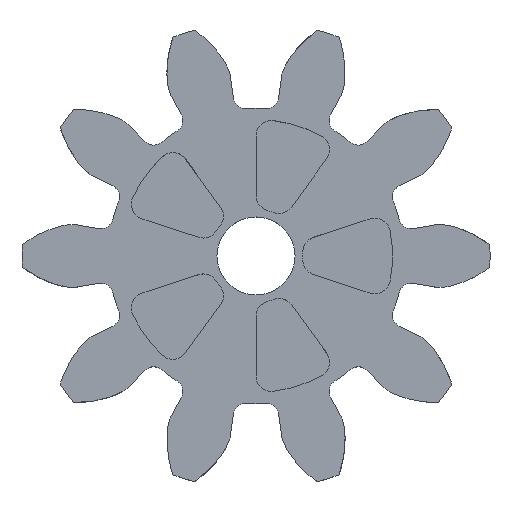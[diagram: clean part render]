
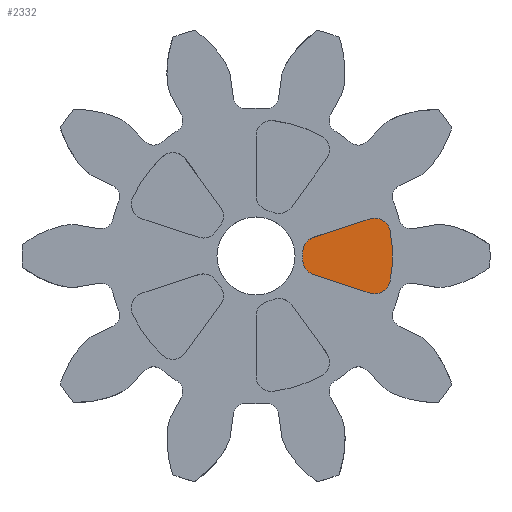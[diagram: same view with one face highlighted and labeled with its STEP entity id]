
A CAD part, top view. The second image highlights one B-rep face of the part: STEP entity #2332.
In plain terms, the highlighted planar face has unit normal (0, 0, 1).
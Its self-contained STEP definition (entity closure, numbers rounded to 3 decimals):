
#98=PLANE('',#2533);
#163=FACE_OUTER_BOUND('',#291,.T.);
#291=EDGE_LOOP('',(#1663,#1664,#1665,#1666,#1667,#1668,#1669,#1670));
#414=LINE('',#3481,#595);
#419=LINE('',#3504,#600);
#595=VECTOR('',#2798,10.);
#600=VECTOR('',#2823,10.);
#769=CIRCLE('',#2472,2.);
#771=CIRCLE('',#2476,2.);
#773=CIRCLE('',#2479,17.5);
#775=CIRCLE('',#2482,2.);
#777=CIRCLE('',#2486,2.);
#779=CIRCLE('',#2489,6.);
#922=VERTEX_POINT('',#3468);
#923=VERTEX_POINT('',#3469);
#927=VERTEX_POINT('',#3479);
#928=VERTEX_POINT('',#3483);
#929=VERTEX_POINT('',#3484);
#932=VERTEX_POINT('',#3495);
#933=VERTEX_POINT('',#3496);
#936=VERTEX_POINT('',#3507);
#1177=EDGE_CURVE('',#922,#923,#769,.T.);
#1183=EDGE_CURVE('',#927,#923,#414,.T.);
#1184=EDGE_CURVE('',#928,#929,#771,.T.);
#1188=EDGE_CURVE('',#922,#929,#773,.T.);
#1190=EDGE_CURVE('',#932,#933,#775,.T.);
#1194=EDGE_CURVE('',#928,#933,#419,.T.);
#1196=EDGE_CURVE('',#927,#936,#777,.T.);
#1199=EDGE_CURVE('',#932,#936,#779,.T.);
#1663=ORIENTED_EDGE('',*,*,#1177,.T.);
#1664=ORIENTED_EDGE('',*,*,#1183,.F.);
#1665=ORIENTED_EDGE('',*,*,#1196,.T.);
#1666=ORIENTED_EDGE('',*,*,#1199,.F.);
#1667=ORIENTED_EDGE('',*,*,#1190,.T.);
#1668=ORIENTED_EDGE('',*,*,#1194,.F.);
#1669=ORIENTED_EDGE('',*,*,#1184,.T.);
#1670=ORIENTED_EDGE('',*,*,#1188,.F.);
#2332=ADVANCED_FACE('',(#163),#98,.T.);
#2472=AXIS2_PLACEMENT_3D('',#3470,#2788,#2789);
#2476=AXIS2_PLACEMENT_3D('',#3485,#2801,#2802);
#2479=AXIS2_PLACEMENT_3D('',#3492,#2809,#2810);
#2482=AXIS2_PLACEMENT_3D('',#3497,#2815,#2816);
#2486=AXIS2_PLACEMENT_3D('',#3508,#2827,#2828);
#2489=AXIS2_PLACEMENT_3D('',#3513,#2834,#2835);
#2533=AXIS2_PLACEMENT_3D('',#3613,#2946,#2947);
#2788=DIRECTION('center_axis',(0.,0.,1.));
#2789=DIRECTION('ref_axis',(0.511,0.86,0.));
#2798=DIRECTION('',(0.951,0.309,0.));
#2801=DIRECTION('center_axis',(0.,0.,1.));
#2802=DIRECTION('ref_axis',(0.511,-0.86,0.));
#2809=DIRECTION('center_axis',(0.,0.,-1.));
#2810=DIRECTION('ref_axis',(-1.,0.,0.));
#2815=DIRECTION('center_axis',(0.,0.,1.));
#2816=DIRECTION('ref_axis',(-0.827,-0.563,0.));
#2823=DIRECTION('',(-0.951,0.309,0.));
#2827=DIRECTION('center_axis',(0.,0.,1.));
#2828=DIRECTION('ref_axis',(-0.827,0.563,0.));
#2834=DIRECTION('center_axis',(0.,0.,1.));
#2835=DIRECTION('ref_axis',(-1.,0.,0.));
#2946=DIRECTION('center_axis',(0.,0.,1.));
#2947=DIRECTION('ref_axis',(-1.,0.,0.));
#3468=CARTESIAN_POINT('',(17.202,3.215,2.));
#3469=CARTESIAN_POINT('',(14.618,4.75,2.));
#3470=CARTESIAN_POINT('Origin',(15.236,2.848,2.));
#3479=CARTESIAN_POINT('',(7.367,2.394,2.));
#3481=CARTESIAN_POINT('',(16.643,5.408,2.));
#3483=CARTESIAN_POINT('',(14.618,-4.75,2.));
#3484=CARTESIAN_POINT('',(17.202,-3.215,2.));
#3485=CARTESIAN_POINT('Origin',(15.236,-2.848,2.));
#3492=CARTESIAN_POINT('Origin',(0.,0.,2.));
#3495=CARTESIAN_POINT('',(5.989,-0.369,2.));
#3496=CARTESIAN_POINT('',(7.367,-2.394,2.));
#3497=CARTESIAN_POINT('Origin',(7.985,-0.492,2.));
#3504=CARTESIAN_POINT('',(16.643,-5.408,2.));
#3507=CARTESIAN_POINT('',(5.989,0.369,2.));
#3508=CARTESIAN_POINT('Origin',(7.985,0.492,2.));
#3513=CARTESIAN_POINT('Origin',(0.,0.,2.));
#3613=CARTESIAN_POINT('Origin',(11.603,0.,
2.));
